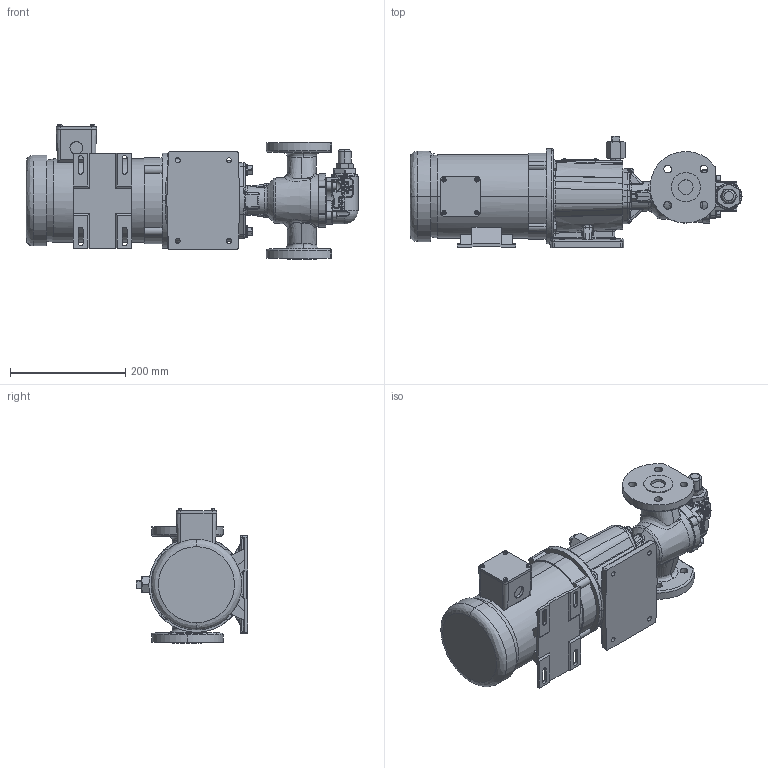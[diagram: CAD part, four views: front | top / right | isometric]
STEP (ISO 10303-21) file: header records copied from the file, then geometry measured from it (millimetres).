
FILE_DESCRIPTION (( 'STEP AP214' ), '1' );
FILE_NAME ('GV-1562.STEP', '2019-12-02T18:00:13', ( '' ), ( '' ), 'SwSTEP 2.0', 'SolidWorks 2018', '' );
FILE_SCHEMA (( 'AUTOMOTIVE_DESIGN' ));
Length unit declared in the file: inch
Products named in the file (1): GV-1562
Bounding box: 575.77 x 193.25 x 233.13 mm (x, y, z)
Volume: 8177774.7 mm3; surface area: 474343.4 mm2
Topology: 1 solids, 1 shells, 5432 faces, 14664 edges, 9845 vertices
Faces by surface type: plane 3498, bspline 1240, cylinder 420, cone 169, sphere 64, torus 41
Entity records: 241312 total; most frequent: CARTESIAN_POINT 84930, ORIENTED_EDGE 29292, DIRECTION 21172, EDGE_CURVE 14646, LINE 10278, VECTOR 10278, VERTEX_POINT 9844, EDGE_LOOP 6110
